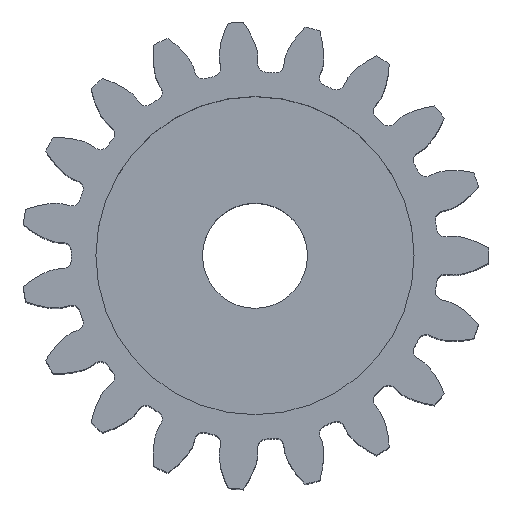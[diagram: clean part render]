
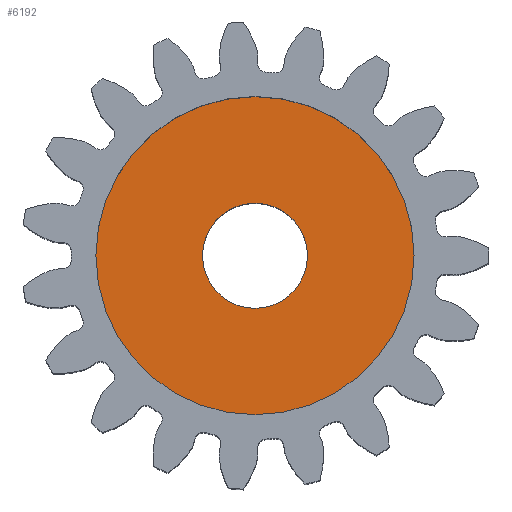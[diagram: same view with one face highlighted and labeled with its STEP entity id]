
A CAD part, top view. The second image highlights one B-rep face of the part: STEP entity #6192.
In plain terms, the highlighted planar face has unit normal (0, 0, 1).
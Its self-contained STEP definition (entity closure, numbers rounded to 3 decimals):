
#133 = CYLINDRICAL_SURFACE('',#134,1.65);
#134 = AXIS2_PLACEMENT_3D('',#135,#136,#137);
#135 = CARTESIAN_POINT('',(0.,0.,0.));
#136 = DIRECTION('',(-0.,-0.,-1.));
#137 = DIRECTION('',(1.,0.,0.));
#204 = VERTEX_POINT('',#205);
#205 = CARTESIAN_POINT('',(1.65,0.,10.5));
#228 = EDGE_CURVE('',#204,#204,#229,.T.);
#229 = SURFACE_CURVE('',#230,(#235,#242),.PCURVE_S1.);
#230 = CIRCLE('',#231,1.65);
#231 = AXIS2_PLACEMENT_3D('',#232,#233,#234);
#232 = CARTESIAN_POINT('',(0.,0.,10.5));
#233 = DIRECTION('',(0.,0.,-1.));
#234 = DIRECTION('',(1.,0.,0.));
#235 = PCURVE('',#133,#236);
#236 = DEFINITIONAL_REPRESENTATION('',(#237),#241);
#237 = LINE('',#238,#239);
#238 = CARTESIAN_POINT('',(-6.283,-10.5));
#239 = VECTOR('',#240,1.);
#240 = DIRECTION('',(1.,-0.));
#241 = ( GEOMETRIC_REPRESENTATION_CONTEXT(2) 
PARAMETRIC_REPRESENTATION_CONTEXT() REPRESENTATION_CONTEXT('2D SPACE',''
  ) );
#242 = PCURVE('',#243,#248);
#243 = PLANE('',#244);
#244 = AXIS2_PLACEMENT_3D('',#245,#246,#247);
#245 = CARTESIAN_POINT('',(0.,0.,10.5)
  );
#246 = DIRECTION('',(0.,0.,1.));
#247 = DIRECTION('',(1.,0.,0.));
#248 = DEFINITIONAL_REPRESENTATION('',(#249),#257);
#249 = ( BOUNDED_CURVE() B_SPLINE_CURVE(2,(#250,#251,#252,#253,#254,#255
,#256),.UNSPECIFIED.,.T.,.F.) B_SPLINE_CURVE_WITH_KNOTS((1,2,2,2,2,1),(
    -2.094,0.,2.094,4.189,6.283,
8.378),.UNSPECIFIED.) CURVE() GEOMETRIC_REPRESENTATION_ITEM() 
RATIONAL_B_SPLINE_CURVE((1.,0.5,1.,0.5,1.,0.5,1.)) REPRESENTATION_ITEM(
  '') );
#250 = CARTESIAN_POINT('',(1.65,0.));
#251 = CARTESIAN_POINT('',(1.65,-2.858));
#252 = CARTESIAN_POINT('',(-0.825,-1.429));
#253 = CARTESIAN_POINT('',(-3.3,0.));
#254 = CARTESIAN_POINT('',(-0.825,1.429));
#255 = CARTESIAN_POINT('',(1.65,2.858));
#256 = CARTESIAN_POINT('',(1.65,0.));
#257 = ( GEOMETRIC_REPRESENTATION_CONTEXT(2) 
PARAMETRIC_REPRESENTATION_CONTEXT() REPRESENTATION_CONTEXT('2D SPACE',''
  ) );
#6192 = ADVANCED_FACE('',(#6193,#6224),#243,.T.);
#6193 = FACE_BOUND('',#6194,.T.);
#6194 = EDGE_LOOP('',(#6195));
#6195 = ORIENTED_EDGE('',*,*,#6196,.T.);
#6196 = EDGE_CURVE('',#6197,#6197,#6199,.T.);
#6197 = VERTEX_POINT('',#6198);
#6198 = CARTESIAN_POINT('',(5.,0.,10.5));
#6199 = SURFACE_CURVE('',#6200,(#6205,#6212),.PCURVE_S1.);
#6200 = CIRCLE('',#6201,5.);
#6201 = AXIS2_PLACEMENT_3D('',#6202,#6203,#6204);
#6202 = CARTESIAN_POINT('',(0.,0.,10.5));
#6203 = DIRECTION('',(0.,0.,1.));
#6204 = DIRECTION('',(1.,0.,0.));
#6205 = PCURVE('',#243,#6206);
#6206 = DEFINITIONAL_REPRESENTATION('',(#6207),#6211);
#6207 = CIRCLE('',#6208,5.);
#6208 = AXIS2_PLACEMENT_2D('',#6209,#6210);
#6209 = CARTESIAN_POINT('',(0.,0.));
#6210 = DIRECTION('',(1.,0.));
#6211 = ( GEOMETRIC_REPRESENTATION_CONTEXT(2) 
PARAMETRIC_REPRESENTATION_CONTEXT() REPRESENTATION_CONTEXT('2D SPACE',''
  ) );
#6212 = PCURVE('',#6213,#6218);
#6213 = CYLINDRICAL_SURFACE('',#6214,5.);
#6214 = AXIS2_PLACEMENT_3D('',#6215,#6216,#6217);
#6215 = CARTESIAN_POINT('',(0.,0.,14.));
#6216 = DIRECTION('',(0.,0.,1.));
#6217 = DIRECTION('',(1.,0.,0.));
#6218 = DEFINITIONAL_REPRESENTATION('',(#6219),#6223);
#6219 = LINE('',#6220,#6221);
#6220 = CARTESIAN_POINT('',(0.,-3.5));
#6221 = VECTOR('',#6222,1.);
#6222 = DIRECTION('',(1.,0.));
#6223 = ( GEOMETRIC_REPRESENTATION_CONTEXT(2) 
PARAMETRIC_REPRESENTATION_CONTEXT() REPRESENTATION_CONTEXT('2D SPACE',''
  ) );
#6224 = FACE_BOUND('',#6225,.T.);
#6225 = EDGE_LOOP('',(#6226));
#6226 = ORIENTED_EDGE('',*,*,#228,.T.);
